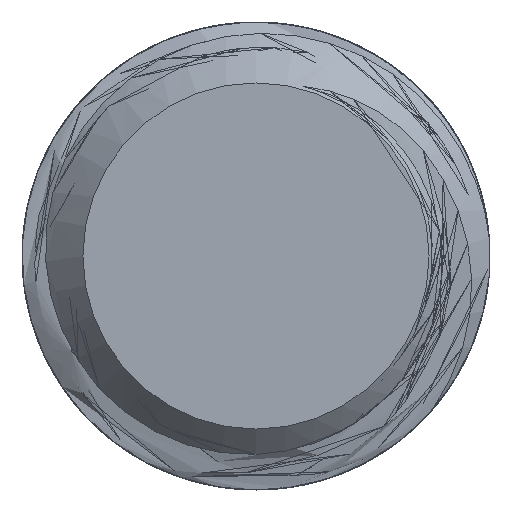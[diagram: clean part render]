
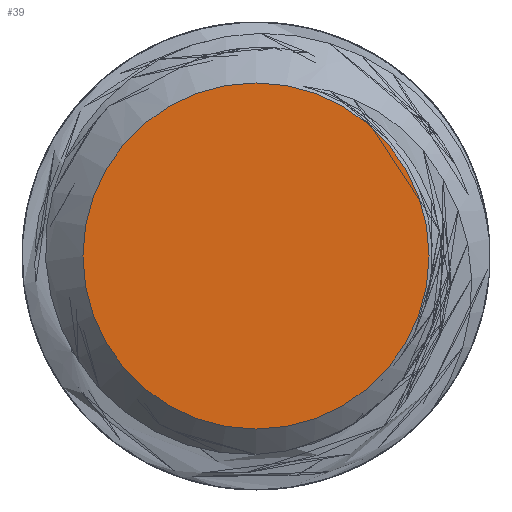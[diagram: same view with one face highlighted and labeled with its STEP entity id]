
A CAD part, left-side view. The second image highlights one B-rep face of the part: STEP entity #39.
In plain terms, the highlighted planar face has unit normal (-1, 0, 0).
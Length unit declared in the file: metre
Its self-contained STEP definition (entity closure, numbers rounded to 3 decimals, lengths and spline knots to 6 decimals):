
#39 = ADVANCED_FACE( '', ( #75 ), #76, .F. );
#75 = FACE_OUTER_BOUND( '', #2225, .T. );
#76 = PLANE( '', #2226 );
#2225 = EDGE_LOOP( '', ( #4382 ) );
#2226 = AXIS2_PLACEMENT_3D( '', #4383, #4384, #4385 );
#4382 = ORIENTED_EDGE( '', *, *, #4413, .T. );
#4383 = CARTESIAN_POINT( '', ( -0.1, 0., 0. ) );
#4384 = DIRECTION( '', ( 1., 0., 0. ) );
#4385 = DIRECTION( '', ( 0., 1., 0. ) );
#4413 = EDGE_CURVE( '', #4438, #4438, #4439, .F. );
#4438 = VERTEX_POINT( '', #7440 );
#4439 = CIRCLE( '', #7441, 0.00284 );
#7440 = CARTESIAN_POINT( '', ( -0.1, 0., -0.00284 ) );
#7441 = AXIS2_PLACEMENT_3D( '', #7523, #7524, #7525 );
#7523 = CARTESIAN_POINT( '', ( -0.1, 0., 0. ) );
#7524 = DIRECTION( '', ( 1., 0., 0. ) );
#7525 = DIRECTION( '', ( 0., 0., -1. ) );
